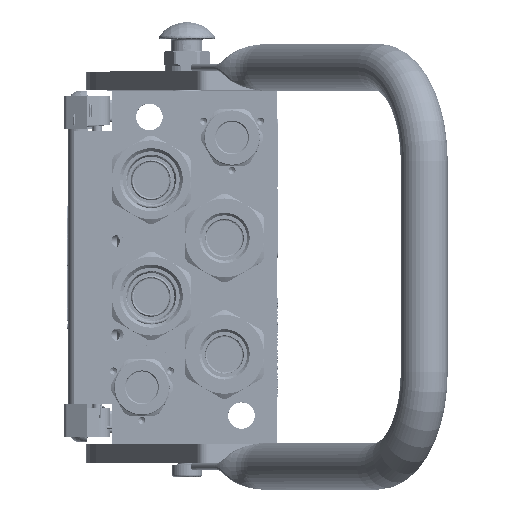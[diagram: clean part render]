
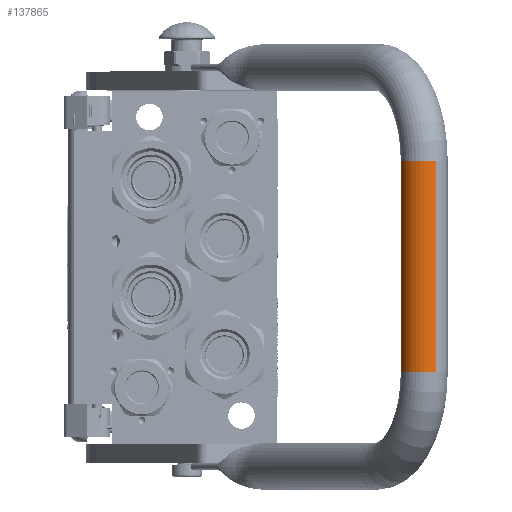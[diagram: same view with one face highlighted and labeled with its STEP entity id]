
A CAD part, top view. The second image highlights one B-rep face of the part: STEP entity #137865.
In plain terms, the highlighted cylindrical face has radius 12.5 mm (diameter 25 mm), a partial arc.
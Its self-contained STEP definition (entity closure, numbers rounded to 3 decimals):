
#1610 = CIRCLE ( 'NONE', #107923, 12.5 ) ;
#2192 = ORIENTED_EDGE ( 'NONE', *, *, #75129, .T. ) ;
#3660 = CARTESIAN_POINT ( 'NONE',  ( 56.25, 0., 180. ) ) ;
#7414 = CARTESIAN_POINT ( 'NONE',  ( -56.25, 0., 180. ) ) ;
#11440 = CARTESIAN_POINT ( 'NONE',  ( -56.25, 0., 155. ) ) ;
#17931 = CARTESIAN_POINT ( 'NONE',  ( -56.25, 0., 167.5 ) ) ;
#24427 = DIRECTION ( 'NONE',  ( 1., 0., 0. ) ) ;
#26740 = AXIS2_PLACEMENT_3D ( 'NONE', #142000, #97844, #81057 ) ;
#29716 = DIRECTION ( 'NONE',  ( 1., 0., 0. ) ) ;
#31291 = CARTESIAN_POINT ( 'NONE',  ( -56.25, 0., 167.5 ) ) ;
#37562 = EDGE_CURVE ( 'NONE', #94537, #68370, #1610, .T. ) ;
#38940 = LINE ( 'NONE', #149603, #71339 ) ;
#60577 = CARTESIAN_POINT ( 'NONE',  ( 56.25, 0., 155. ) ) ;
#62557 = EDGE_CURVE ( 'NONE', #80708, #180619, #63023, .T. ) ;
#63023 = CIRCLE ( 'NONE', #26740, 12.5 ) ;
#68370 = VERTEX_POINT ( 'NONE', #100281 ) ;
#71339 = VECTOR ( 'NONE', #29716, 1000. ) ;
#75129 = EDGE_CURVE ( 'NONE', #68370, #180619, #153605, .T. ) ;
#75329 = DIRECTION ( 'NONE',  ( 0., 0., 1. ) ) ;
#80708 = VERTEX_POINT ( 'NONE', #3660 ) ;
#81057 = DIRECTION ( 'NONE',  ( 0., 0., 1. ) ) ;
#88641 = VECTOR ( 'NONE', #24427, 1000. ) ;
#94537 = VERTEX_POINT ( 'NONE', #7414 ) ;
#97844 = DIRECTION ( 'NONE',  ( 1., 0., 0. ) ) ;
#99854 = AXIS2_PLACEMENT_3D ( 'NONE', #17931, #182966, #183632 ) ;
#100281 = CARTESIAN_POINT ( 'NONE',  ( -56.25, 0., 155. ) ) ;
#107923 = AXIS2_PLACEMENT_3D ( 'NONE', #31291, #164105, #75329 ) ;
#113411 = EDGE_CURVE ( 'NONE', #94537, #80708, #38940, .T. ) ;
#119684 = CYLINDRICAL_SURFACE ( 'NONE', #99854, 12.5 ) ;
#121934 = FACE_OUTER_BOUND ( 'NONE', #167514, .T. ) ;
#137865 = ADVANCED_FACE ( 'NONE', ( #121934 ), #119684, .T. ) ;
#142000 = CARTESIAN_POINT ( 'NONE',  ( 56.25, 0., 167.5 ) ) ;
#149603 = CARTESIAN_POINT ( 'NONE',  ( -56.25, 0., 180. ) ) ;
#153605 = LINE ( 'NONE', #11440, #88641 ) ;
#164105 = DIRECTION ( 'NONE',  ( 1., 0., 0. ) ) ;
#167514 = EDGE_LOOP ( 'NONE', ( #2192, #174661, #175812, #170878 ) ) ;
#170878 = ORIENTED_EDGE ( 'NONE', *, *, #37562, .T. ) ;
#174661 = ORIENTED_EDGE ( 'NONE', *, *, #62557, .F. ) ;
#175812 = ORIENTED_EDGE ( 'NONE', *, *, #113411, .F. ) ;
#180619 = VERTEX_POINT ( 'NONE', #60577 ) ;
#182966 = DIRECTION ( 'NONE',  ( -1., 0., 0. ) ) ;
#183632 = DIRECTION ( 'NONE',  ( 0., 0., -1. ) ) ;
